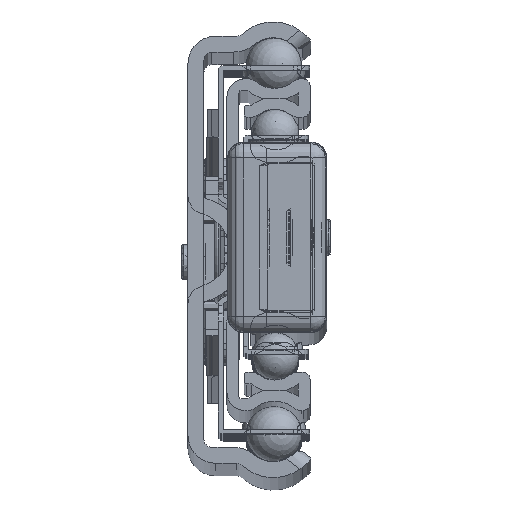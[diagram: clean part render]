
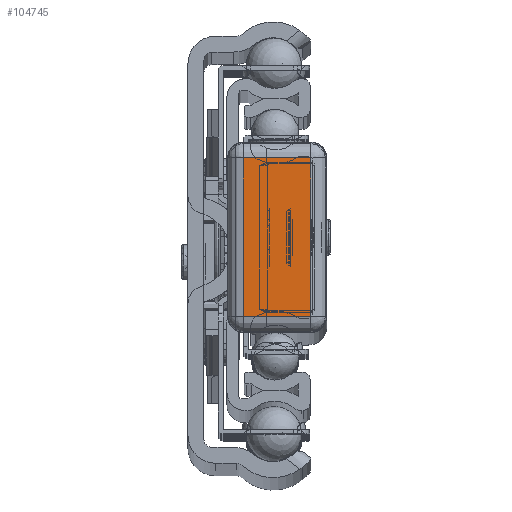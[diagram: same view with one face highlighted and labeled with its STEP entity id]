
A CAD part, top view. The second image highlights one B-rep face of the part: STEP entity #104745.
In plain terms, the highlighted planar face has unit normal (0, 0, 1).
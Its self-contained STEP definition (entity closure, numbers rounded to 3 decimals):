
#9171=PLANE('',#113228);
#14247=FACE_OUTER_BOUND('',#19667,.T.);
#19667=EDGE_LOOP('',(#93524,#93525,#93526,#93527));
#26868=LINE('',#203021,#34056);
#26872=LINE('',#203035,#34060);
#26873=LINE('',#203039,#34061);
#26874=LINE('',#203040,#34062);
#34056=VECTOR('',#137083,10.);
#34060=VECTOR('',#137103,10.);
#34061=VECTOR('',#137108,10.);
#34062=VECTOR('',#137109,10.);
#47934=VERTEX_POINT('',#203015);
#47936=VERTEX_POINT('',#203019);
#47938=VERTEX_POINT('',#203034);
#47939=VERTEX_POINT('',#203038);
#63137=EDGE_CURVE('',#47936,#47934,#26868,.T.);
#63144=EDGE_CURVE('',#47934,#47938,#26872,.T.);
#63146=EDGE_CURVE('',#47939,#47936,#26873,.T.);
#63147=EDGE_CURVE('',#47938,#47939,#26874,.T.);
#93524=ORIENTED_EDGE('',*,*,#63137,.F.);
#93525=ORIENTED_EDGE('',*,*,#63146,.F.);
#93526=ORIENTED_EDGE('',*,*,#63147,.F.);
#93527=ORIENTED_EDGE('',*,*,#63144,.F.);
#104745=ADVANCED_FACE('',(#14247),#9171,.T.);
#113228=AXIS2_PLACEMENT_3D('',#203037,#137106,#137107);
#137083=DIRECTION('',(0.,-1.,0.));
#137103=DIRECTION('',(-1.,0.,0.));
#137106=DIRECTION('center_axis',(0.,0.,
1.));
#137107=DIRECTION('ref_axis',(-1.,0.,0.));
#137108=DIRECTION('',(1.,0.,0.));
#137109=DIRECTION('',(0.,1.,0.));
#203015=CARTESIAN_POINT('',(4.75,-10.,1350.));
#203019=CARTESIAN_POINT('',(4.75,10.,1350.));
#203021=CARTESIAN_POINT('',(4.75,-6.,1350.));
#203034=CARTESIAN_POINT('',(-3.75,-10.,1350.));
#203035=CARTESIAN_POINT('',(-5.75,-10.,1350.));
#203037=CARTESIAN_POINT('Origin',(-5.75,-12.,1350.));
#203038=CARTESIAN_POINT('',(-3.75,10.,1350.));
#203039=CARTESIAN_POINT('',(-5.75,10.,1350.));
#203040=CARTESIAN_POINT('',(-3.75,-6.,1350.));
